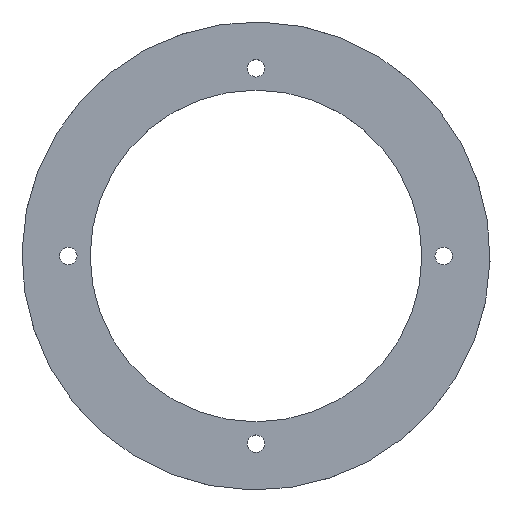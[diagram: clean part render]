
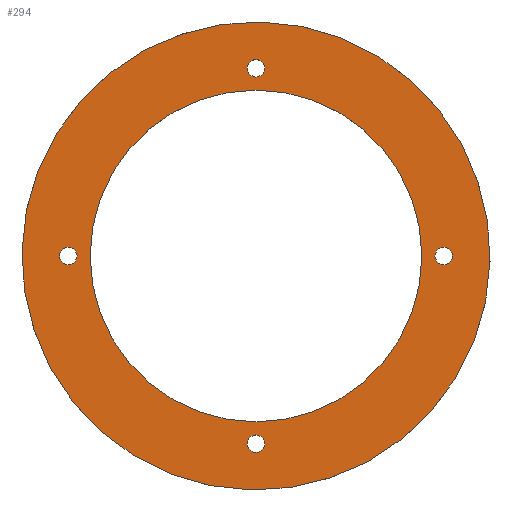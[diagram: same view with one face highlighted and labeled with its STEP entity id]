
A CAD part, top view. The second image highlights one B-rep face of the part: STEP entity #294.
In plain terms, the highlighted planar face has unit normal (0, 0, 1).
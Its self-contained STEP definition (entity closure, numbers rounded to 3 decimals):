
#70=CARTESIAN_POINT('Vertex',(41.,0.,-51.118)) ;
#73=CARTESIAN_POINT('Axis2P3D Location',(43.,0.,-51.118)) ;
#77=CARTESIAN_POINT('Vertex',(45.,0.,-51.118)) ;
#97=CARTESIAN_POINT('Axis2P3D Location',(43.,0.,-51.118)) ;
#120=CARTESIAN_POINT('Vertex',(-25.707,47.056,-51.118)) ;
#123=CARTESIAN_POINT('Axis2P3D Location',(0.,0.,-51.118)) ;
#127=CARTESIAN_POINT('Vertex',(25.707,-47.056,-51.118)) ;
#149=CARTESIAN_POINT('Axis2P3D Location',(0.,0.,-51.118)) ;
#175=CARTESIAN_POINT('Vertex',(38.,0.,-51.118)) ;
#180=CARTESIAN_POINT('Axis2P3D Location',(0.,0.,-51.118)) ;
#184=CARTESIAN_POINT('Vertex',(-38.,0.,-51.118)) ;
#206=CARTESIAN_POINT('Axis2P3D Location',(0.,0.,-51.118)) ;
#223=CARTESIAN_POINT('Axis2P3D Location',(0.,53.62,-51.118)) ;
#240=CARTESIAN_POINT('Axis2P3D Location',(0.,43.,-51.118)) ;
#244=CARTESIAN_POINT('Vertex',(0.,45.,-51.118)) ;
#246=CARTESIAN_POINT('Vertex',(0.,41.,-51.118)) ;
#249=CARTESIAN_POINT('Axis2P3D Location',(0.,43.,-51.118)) ;
#258=CARTESIAN_POINT('Axis2P3D Location',(-43.,0.,-51.118)) ;
#262=CARTESIAN_POINT('Vertex',(-45.,0.,-51.118)) ;
#264=CARTESIAN_POINT('Vertex',(-41.,0.,-51.118)) ;
#267=CARTESIAN_POINT('Axis2P3D Location',(-43.,0.,-51.118)) ;
#276=CARTESIAN_POINT('Axis2P3D Location',(0.,-43.,-51.118)) ;
#280=CARTESIAN_POINT('Vertex',(0.,-45.,-51.118)) ;
#282=CARTESIAN_POINT('Vertex',(0.,-41.,-51.118)) ;
#285=CARTESIAN_POINT('Axis2P3D Location',(0.,-43.,-51.118)) ;
#74=DIRECTION('Axis2P3D Direction',(0.,0.,1.)) ;
#98=DIRECTION('Axis2P3D Direction',(0.,0.,1.)) ;
#124=DIRECTION('Axis2P3D Direction',(0.,0.,1.)) ;
#150=DIRECTION('Axis2P3D Direction',(0.,0.,1.)) ;
#181=DIRECTION('Axis2P3D Direction',(0.,0.,1.)) ;
#207=DIRECTION('Axis2P3D Direction',(0.,0.,1.)) ;
#224=DIRECTION('Axis2P3D Direction',(0.,0.,1.)) ;
#225=DIRECTION('Axis2P3D XDirection',(1.,0.,0.)) ;
#241=DIRECTION('Axis2P3D Direction',(0.,0.,1.)) ;
#250=DIRECTION('Axis2P3D Direction',(0.,0.,1.)) ;
#259=DIRECTION('Axis2P3D Direction',(0.,0.,1.)) ;
#268=DIRECTION('Axis2P3D Direction',(0.,0.,1.)) ;
#277=DIRECTION('Axis2P3D Direction',(0.,0.,1.)) ;
#286=DIRECTION('Axis2P3D Direction',(0.,0.,1.)) ;
#75=AXIS2_PLACEMENT_3D('Circle Axis2P3D',#73,#74,$) ;
#99=AXIS2_PLACEMENT_3D('Circle Axis2P3D',#97,#98,$) ;
#125=AXIS2_PLACEMENT_3D('Circle Axis2P3D',#123,#124,$) ;
#151=AXIS2_PLACEMENT_3D('Circle Axis2P3D',#149,#150,$) ;
#182=AXIS2_PLACEMENT_3D('Circle Axis2P3D',#180,#181,$) ;
#208=AXIS2_PLACEMENT_3D('Circle Axis2P3D',#206,#207,$) ;
#226=AXIS2_PLACEMENT_3D('Plane Axis2P3D',#223,#224,#225) ;
#242=AXIS2_PLACEMENT_3D('Circle Axis2P3D',#240,#241,$) ;
#251=AXIS2_PLACEMENT_3D('Circle Axis2P3D',#249,#250,$) ;
#260=AXIS2_PLACEMENT_3D('Circle Axis2P3D',#258,#259,$) ;
#269=AXIS2_PLACEMENT_3D('Circle Axis2P3D',#267,#268,$) ;
#278=AXIS2_PLACEMENT_3D('Circle Axis2P3D',#276,#277,$) ;
#287=AXIS2_PLACEMENT_3D('Circle Axis2P3D',#285,#286,$) ;
#229=ORIENTED_EDGE('',*,*,#129,.T.) ;
#230=ORIENTED_EDGE('',*,*,#153,.T.) ;
#233=ORIENTED_EDGE('',*,*,#101,.F.) ;
#234=ORIENTED_EDGE('',*,*,#79,.F.) ;
#237=ORIENTED_EDGE('',*,*,#210,.F.) ;
#238=ORIENTED_EDGE('',*,*,#186,.F.) ;
#255=ORIENTED_EDGE('',*,*,#248,.F.) ;
#256=ORIENTED_EDGE('',*,*,#253,.F.) ;
#273=ORIENTED_EDGE('',*,*,#266,.F.) ;
#274=ORIENTED_EDGE('',*,*,#271,.F.) ;
#291=ORIENTED_EDGE('',*,*,#284,.F.) ;
#292=ORIENTED_EDGE('',*,*,#289,.F.) ;
#235=FACE_BOUND('',#232,.T.) ;
#239=FACE_BOUND('',#236,.T.) ;
#257=FACE_BOUND('',#254,.T.) ;
#275=FACE_BOUND('',#272,.T.) ;
#293=FACE_BOUND('',#290,.T.) ;
#294=ADVANCED_FACE('Corps principal',(#231,#235,#239,#257,#275,#293),#227,.T.) ;
#76=CIRCLE('generated circle',#75,2.) ;
#100=CIRCLE('generated circle',#99,2.) ;
#126=CIRCLE('generated circle',#125,53.62) ;
#152=CIRCLE('generated circle',#151,53.62) ;
#183=CIRCLE('generated circle',#182,38.) ;
#209=CIRCLE('generated circle',#208,38.) ;
#243=CIRCLE('generated circle',#242,2.) ;
#252=CIRCLE('generated circle',#251,2.) ;
#261=CIRCLE('generated circle',#260,2.) ;
#270=CIRCLE('generated circle',#269,2.) ;
#279=CIRCLE('generated circle',#278,2.) ;
#288=CIRCLE('generated circle',#287,2.) ;
#79=EDGE_CURVE('',#71,#78,#76,.T.) ;
#101=EDGE_CURVE('',#78,#71,#100,.T.) ;
#129=EDGE_CURVE('',#128,#121,#126,.T.) ;
#153=EDGE_CURVE('',#121,#128,#152,.T.) ;
#186=EDGE_CURVE('',#176,#185,#183,.T.) ;
#210=EDGE_CURVE('',#185,#176,#209,.T.) ;
#248=EDGE_CURVE('',#245,#247,#243,.T.) ;
#253=EDGE_CURVE('',#247,#245,#252,.T.) ;
#266=EDGE_CURVE('',#263,#265,#261,.T.) ;
#271=EDGE_CURVE('',#265,#263,#270,.T.) ;
#284=EDGE_CURVE('',#281,#283,#279,.T.) ;
#289=EDGE_CURVE('',#283,#281,#288,.T.) ;
#228=EDGE_LOOP('',(#229,#230)) ;
#232=EDGE_LOOP('',(#233,#234)) ;
#236=EDGE_LOOP('',(#237,#238)) ;
#254=EDGE_LOOP('',(#255,#256)) ;
#272=EDGE_LOOP('',(#273,#274)) ;
#290=EDGE_LOOP('',(#291,#292)) ;
#231=FACE_OUTER_BOUND('',#228,.T.) ;
#227=PLANE('Plane',#226) ;
#71=VERTEX_POINT('',#70) ;
#78=VERTEX_POINT('',#77) ;
#121=VERTEX_POINT('',#120) ;
#128=VERTEX_POINT('',#127) ;
#176=VERTEX_POINT('',#175) ;
#185=VERTEX_POINT('',#184) ;
#245=VERTEX_POINT('',#244) ;
#247=VERTEX_POINT('',#246) ;
#263=VERTEX_POINT('',#262) ;
#265=VERTEX_POINT('',#264) ;
#281=VERTEX_POINT('',#280) ;
#283=VERTEX_POINT('',#282) ;
